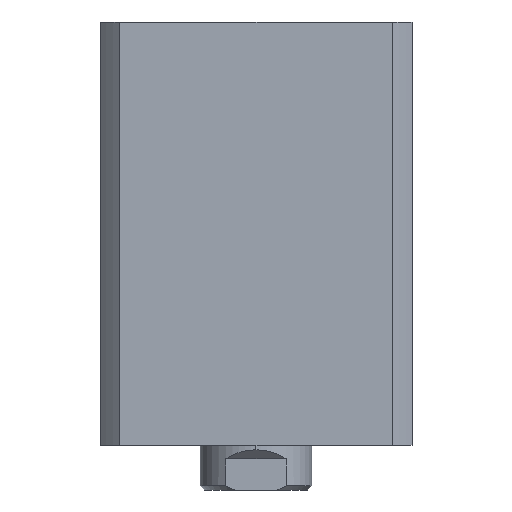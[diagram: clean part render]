
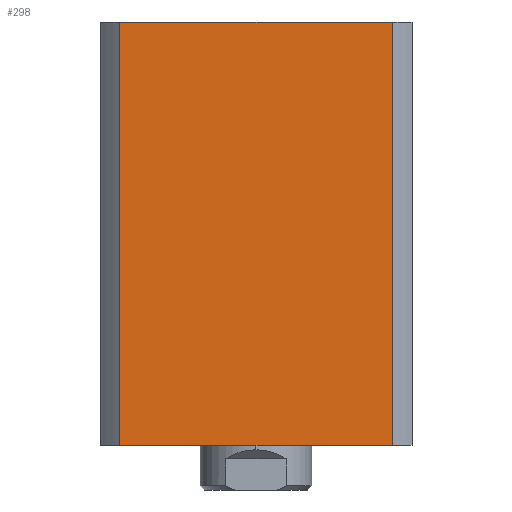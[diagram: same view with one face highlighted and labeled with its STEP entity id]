
A CAD part, left-side view. The second image highlights one B-rep face of the part: STEP entity #298.
In plain terms, the highlighted planar face has unit normal (-1, 0, 0).
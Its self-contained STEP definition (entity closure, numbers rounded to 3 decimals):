
#298 = ADVANCED_FACE ( 'NONE', ( #2136 ), #755, .F. ) ;
#753 = CARTESIAN_POINT ( 'NONE',  ( -35., 0., 95. ) ) ;
#755 = PLANE ( 'NONE',  #3093 ) ;
#758 = DIRECTION ( 'NONE',  ( 1., 0., 0. ) ) ;
#759 = DIRECTION ( 'NONE',  ( 0., 0., -1. ) ) ;
#1255 = EDGE_CURVE ( 'NONE', #2055, #2050, #2529, .T. ) ;
#1257 = EDGE_CURVE ( 'NONE', #2050, #1937, #2532, .T. ) ;
#1258 = EDGE_CURVE ( 'NONE', #1936, #1937, #2533, .T. ) ;
#1259 = EDGE_CURVE ( 'NONE', #2055, #1936, #2530, .T. ) ;
#1634 = ORIENTED_EDGE ( 'NONE', *, *, #1255, .T. ) ;
#1635 = ORIENTED_EDGE ( 'NONE', *, *, #1259, .F. ) ;
#1636 = ORIENTED_EDGE ( 'NONE', *, *, #1258, .F. ) ;
#1637 = ORIENTED_EDGE ( 'NONE', *, *, #1257, .T. ) ;
#1936 = VERTEX_POINT ( 'NONE', #3432 ) ;
#1937 = VERTEX_POINT ( 'NONE', #3433 ) ;
#1947 = EDGE_LOOP ( 'NONE', ( #1637, #1636, #1635, #1634 ) ) ;
#2050 = VERTEX_POINT ( 'NONE', #3434 ) ;
#2055 = VERTEX_POINT ( 'NONE', #3439 ) ;
#2136 = FACE_OUTER_BOUND ( 'NONE', #1947, .T. ) ;
#2529 = LINE ( 'NONE', #2914, #2531 ) ;
#2530 = LINE ( 'NONE', #2923, #2538 ) ;
#2531 = VECTOR ( 'NONE', #2908, 1000. ) ;
#2532 = LINE ( 'NONE', #2921, #2534 ) ;
#2533 = LINE ( 'NONE', #2927, #2536 ) ;
#2534 = VECTOR ( 'NONE', #2917, 1000. ) ;
#2536 = VECTOR ( 'NONE', #2929, 1000. ) ;
#2538 = VECTOR ( 'NONE', #2930, 1000. ) ;
#2908 = DIRECTION ( 'NONE',  ( 0., 0., -1. ) ) ;
#2914 = CARTESIAN_POINT ( 'NONE',  ( -35., 30.615, 95. ) ) ;
#2917 = DIRECTION ( 'NONE',  ( 0., -1., 0. ) ) ;
#2921 = CARTESIAN_POINT ( 'NONE',  ( -35., 0., 0. ) ) ;
#2923 = CARTESIAN_POINT ( 'NONE',  ( -35., 0., 95. ) ) ;
#2927 = CARTESIAN_POINT ( 'NONE',  ( -35., -30.615, 95. ) ) ;
#2929 = DIRECTION ( 'NONE',  ( 0., 0., -1. ) ) ;
#2930 = DIRECTION ( 'NONE',  ( 0., -1., 0. ) ) ;
#3093 = AXIS2_PLACEMENT_3D ( 'NONE', #753, #758, #759 ) ;
#3432 = CARTESIAN_POINT ( 'NONE',  ( -35., -30.615, 95. ) ) ;
#3433 = CARTESIAN_POINT ( 'NONE',  ( -35., -30.615, 0. ) ) ;
#3434 = CARTESIAN_POINT ( 'NONE',  ( -35., 30.615, 0. ) ) ;
#3439 = CARTESIAN_POINT ( 'NONE',  ( -35., 30.615, 95. ) ) ;
